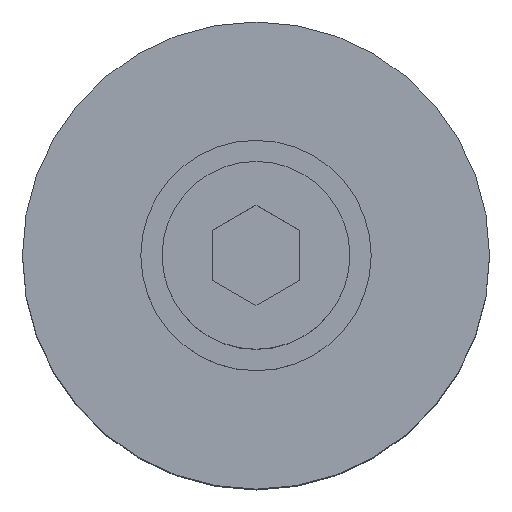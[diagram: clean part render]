
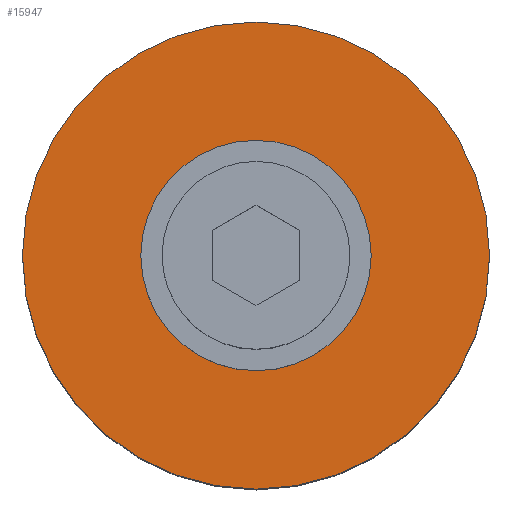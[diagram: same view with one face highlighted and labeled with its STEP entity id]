
A CAD part, top view. The second image highlights one B-rep face of the part: STEP entity #15947.
In plain terms, the highlighted planar face has unit normal (0, 0, 1).
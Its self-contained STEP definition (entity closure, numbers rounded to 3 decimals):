
#15817=CARTESIAN_POINT('Vertex',(16.,0.,4.)) ;
#15831=CARTESIAN_POINT('Vertex',(-16.,0.,4.)) ;
#15834=CARTESIAN_POINT('Axis2P3D Location',(0.,0.,4.)) ;
#15851=CARTESIAN_POINT('Axis2P3D Location',(0.,0.,4.)) ;
#15868=CARTESIAN_POINT('Axis2P3D Location',(0.,0.,4.)) ;
#15872=CARTESIAN_POINT('Vertex',(-5.,0.,4.)) ;
#15874=CARTESIAN_POINT('Vertex',(5.,0.,4.)) ;
#15903=CARTESIAN_POINT('Axis2P3D Location',(0.,0.,4.)) ;
#15934=CARTESIAN_POINT('Axis2P3D Location',(0.,0.,4.)) ;
#15835=DIRECTION('Axis2P3D Direction',(0.,0.,1.)) ;
#15852=DIRECTION('Axis2P3D Direction',(0.,0.,1.)) ;
#15869=DIRECTION('Axis2P3D Direction',(0.,0.,1.)) ;
#15904=DIRECTION('Axis2P3D Direction',(0.,0.,1.)) ;
#15935=DIRECTION('Axis2P3D Direction',(0.,0.,1.)) ;
#15936=DIRECTION('Axis2P3D XDirection',(1.,0.,0.)) ;
#15836=AXIS2_PLACEMENT_3D('Circle Axis2P3D',#15834,#15835,$) ;
#15853=AXIS2_PLACEMENT_3D('Circle Axis2P3D',#15851,#15852,$) ;
#15870=AXIS2_PLACEMENT_3D('Circle Axis2P3D',#15868,#15869,$) ;
#15905=AXIS2_PLACEMENT_3D('Circle Axis2P3D',#15903,#15904,$) ;
#15937=AXIS2_PLACEMENT_3D('Plane Axis2P3D',#15934,#15935,#15936) ;
#15837=CIRCLE('generated circle',#15836,16.) ;
#15854=CIRCLE('generated circle',#15853,16.) ;
#15871=CIRCLE('generated circle',#15870,5.) ;
#15906=CIRCLE('generated circle',#15905,5.) ;
#15938=PLANE('',#15937) ;
#15946=FACE_BOUND('',#15943,.T.) ;
#15838=EDGE_CURVE('',#15818,#15832,#15837,.T.) ;
#15855=EDGE_CURVE('',#15832,#15818,#15854,.T.) ;
#15876=EDGE_CURVE('',#15873,#15875,#15871,.T.) ;
#15907=EDGE_CURVE('',#15875,#15873,#15906,.T.) ;
#15940=ORIENTED_EDGE('',*,*,#15838,.T.) ;
#15941=ORIENTED_EDGE('',*,*,#15855,.T.) ;
#15944=ORIENTED_EDGE('',*,*,#15876,.F.) ;
#15945=ORIENTED_EDGE('',*,*,#15907,.F.) ;
#15939=EDGE_LOOP('',(#15940,#15941)) ;
#15943=EDGE_LOOP('',(#15944,#15945)) ;
#15818=VERTEX_POINT('',#15817) ;
#15832=VERTEX_POINT('',#15831) ;
#15873=VERTEX_POINT('',#15872) ;
#15875=VERTEX_POINT('',#15874) ;
#15947=ADVANCED_FACE('PartBody',(#15942,#15946),#15938,.T.) ;
#15942=FACE_OUTER_BOUND('',#15939,.T.) ;
